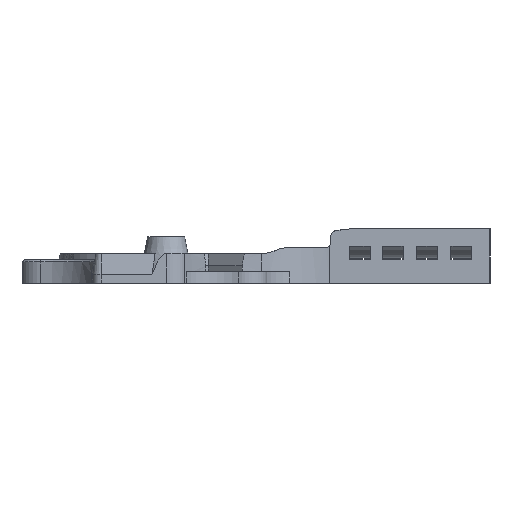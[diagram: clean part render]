
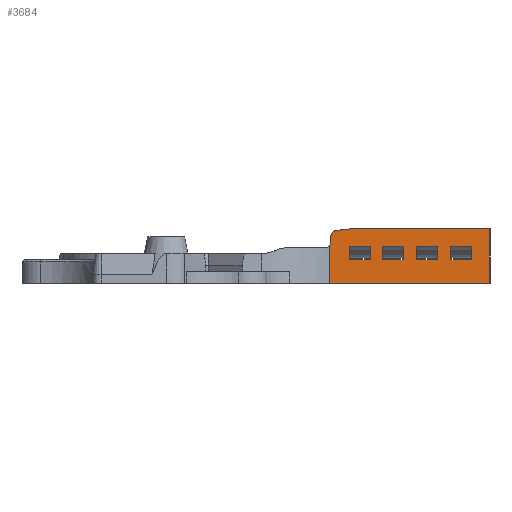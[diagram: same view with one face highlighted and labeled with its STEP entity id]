
A CAD part, left-side view. The second image highlights one B-rep face of the part: STEP entity #3684.
In plain terms, the highlighted planar face has unit normal (-1, 0, 0).
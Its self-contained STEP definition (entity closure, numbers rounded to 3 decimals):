
#79=FACE_BOUND('',#417,.T.);
#80=FACE_BOUND('',#418,.T.);
#81=FACE_BOUND('',#419,.T.);
#82=FACE_BOUND('',#420,.T.);
#109=PLANE('',#3924);
#202=FACE_OUTER_BOUND('',#416,.T.);
#416=EDGE_LOOP('',(#2521,#2522,#2523,#2524,#2525,#2526,#2527,#2528));
#417=EDGE_LOOP('',(#2529,#2530,#2531,#2532));
#418=EDGE_LOOP('',(#2533,#2534,#2535,#2536));
#419=EDGE_LOOP('',(#2537,#2538,#2539,#2540));
#420=EDGE_LOOP('',(#2541,#2542,#2543,#2544));
#648=B_SPLINE_CURVE_WITH_KNOTS('',3,(#5657,#5658,#5659,#5660),
 .UNSPECIFIED.,.F.,.F.,(4,4),(-0.364,0.),
 .UNSPECIFIED.);
#674=LINE('',#5538,#998);
#687=LINE('',#5624,#1011);
#693=LINE('',#5641,#1017);
#697=LINE('',#5650,#1021);
#698=LINE('',#5652,#1022);
#699=LINE('',#5655,#1023);
#700=LINE('',#5664,#1024);
#701=LINE('',#5668,#1025);
#702=LINE('',#5669,#1026);
#703=LINE('',#5672,#1027);
#704=LINE('',#5674,#1028);
#705=LINE('',#5676,#1029);
#706=LINE('',#5677,#1030);
#707=LINE('',#5680,#1031);
#708=LINE('',#5682,#1032);
#709=LINE('',#5684,#1033);
#710=LINE('',#5685,#1034);
#711=LINE('',#5688,#1035);
#712=LINE('',#5690,#1036);
#713=LINE('',#5692,#1037);
#714=LINE('',#5693,#1038);
#998=VECTOR('',#4330,1000.);
#1011=VECTOR('',#4363,1000.);
#1017=VECTOR('',#4379,1000.);
#1021=VECTOR('',#4391,1000.);
#1022=VECTOR('',#4394,1000.);
#1023=VECTOR('',#4397,1000.);
#1024=VECTOR('',#4400,1000.);
#1025=VECTOR('',#4403,1000.);
#1026=VECTOR('',#4404,1000.);
#1027=VECTOR('',#4405,1000.);
#1028=VECTOR('',#4406,1000.);
#1029=VECTOR('',#4407,1000.);
#1030=VECTOR('',#4408,1000.);
#1031=VECTOR('',#4409,1000.);
#1032=VECTOR('',#4410,1000.);
#1033=VECTOR('',#4411,1000.);
#1034=VECTOR('',#4412,1000.);
#1035=VECTOR('',#4413,1000.);
#1036=VECTOR('',#4414,1000.);
#1037=VECTOR('',#4415,1000.);
#1038=VECTOR('',#4416,1000.);
#1331=CIRCLE('',#3925,1.);
#1332=CIRCLE('',#3926,1.);
#1532=VERTEX_POINT('',#5535);
#1533=VERTEX_POINT('',#5537);
#1551=VERTEX_POINT('',#5621);
#1552=VERTEX_POINT('',#5623);
#1557=VERTEX_POINT('',#5638);
#1558=VERTEX_POINT('',#5640);
#1560=VERTEX_POINT('',#5654);
#1561=VERTEX_POINT('',#5656);
#1562=VERTEX_POINT('',#5661);
#1563=VERTEX_POINT('',#5663);
#1564=VERTEX_POINT('',#5665);
#1565=VERTEX_POINT('',#5667);
#1566=VERTEX_POINT('',#5670);
#1567=VERTEX_POINT('',#5671);
#1568=VERTEX_POINT('',#5673);
#1569=VERTEX_POINT('',#5675);
#1570=VERTEX_POINT('',#5678);
#1571=VERTEX_POINT('',#5679);
#1572=VERTEX_POINT('',#5681);
#1573=VERTEX_POINT('',#5683);
#1574=VERTEX_POINT('',#5686);
#1575=VERTEX_POINT('',#5687);
#1576=VERTEX_POINT('',#5689);
#1577=VERTEX_POINT('',#5691);
#1892=EDGE_CURVE('',#1532,#1533,#674,.T.);
#1914=EDGE_CURVE('',#1552,#1551,#687,.T.);
#1923=EDGE_CURVE('',#1558,#1557,#693,.T.);
#1928=EDGE_CURVE('',#1557,#1552,#697,.T.);
#1929=EDGE_CURVE('',#1551,#1558,#698,.T.);
#1930=EDGE_CURVE('',#1560,#1532,#699,.T.);
#1931=EDGE_CURVE('',#1560,#1561,#648,.T.);
#1932=EDGE_CURVE('',#1561,#1562,#1331,.T.);
#1933=EDGE_CURVE('',#1563,#1562,#700,.T.);
#1934=EDGE_CURVE('',#1564,#1563,#1332,.T.);
#1935=EDGE_CURVE('',#1564,#1565,#701,.T.);
#1936=EDGE_CURVE('',#1533,#1565,#702,.T.);
#1937=EDGE_CURVE('',#1566,#1567,#703,.T.);
#1938=EDGE_CURVE('',#1567,#1568,#704,.T.);
#1939=EDGE_CURVE('',#1568,#1569,#705,.T.);
#1940=EDGE_CURVE('',#1569,#1566,#706,.T.);
#1941=EDGE_CURVE('',#1570,#1571,#707,.T.);
#1942=EDGE_CURVE('',#1571,#1572,#708,.T.);
#1943=EDGE_CURVE('',#1573,#1572,#709,.T.);
#1944=EDGE_CURVE('',#1573,#1570,#710,.T.);
#1945=EDGE_CURVE('',#1574,#1575,#711,.T.);
#1946=EDGE_CURVE('',#1575,#1576,#712,.T.);
#1947=EDGE_CURVE('',#1576,#1577,#713,.T.);
#1948=EDGE_CURVE('',#1577,#1574,#714,.T.);
#2521=ORIENTED_EDGE('',*,*,#1930,.F.);
#2522=ORIENTED_EDGE('',*,*,#1931,.T.);
#2523=ORIENTED_EDGE('',*,*,#1932,.T.);
#2524=ORIENTED_EDGE('',*,*,#1933,.F.);
#2525=ORIENTED_EDGE('',*,*,#1934,.F.);
#2526=ORIENTED_EDGE('',*,*,#1935,.T.);
#2527=ORIENTED_EDGE('',*,*,#1936,.F.);
#2528=ORIENTED_EDGE('',*,*,#1892,.F.);
#2529=ORIENTED_EDGE('',*,*,#1914,.T.);
#2530=ORIENTED_EDGE('',*,*,#1929,.T.);
#2531=ORIENTED_EDGE('',*,*,#1923,.T.);
#2532=ORIENTED_EDGE('',*,*,#1928,.T.);
#2533=ORIENTED_EDGE('',*,*,#1937,.T.);
#2534=ORIENTED_EDGE('',*,*,#1938,.T.);
#2535=ORIENTED_EDGE('',*,*,#1939,.T.);
#2536=ORIENTED_EDGE('',*,*,#1940,.T.);
#2537=ORIENTED_EDGE('',*,*,#1941,.T.);
#2538=ORIENTED_EDGE('',*,*,#1942,.T.);
#2539=ORIENTED_EDGE('',*,*,#1943,.F.);
#2540=ORIENTED_EDGE('',*,*,#1944,.T.);
#2541=ORIENTED_EDGE('',*,*,#1945,.T.);
#2542=ORIENTED_EDGE('',*,*,#1946,.T.);
#2543=ORIENTED_EDGE('',*,*,#1947,.T.);
#2544=ORIENTED_EDGE('',*,*,#1948,.T.);
#3684=ADVANCED_FACE('',(#202,#79,#80,#81,#82),#109,.T.);
#3924=AXIS2_PLACEMENT_3D('',#5653,#4395,#4396);
#3925=AXIS2_PLACEMENT_3D('',#5662,#4398,#4399);
#3926=AXIS2_PLACEMENT_3D('',#5666,#4401,#4402);
#4330=DIRECTION('',(0.,0.,-1.));
#4363=DIRECTION('',(0.,0.,-1.));
#4379=DIRECTION('',(0.,0.,1.));
#4391=DIRECTION('',(0.,-1.,0.));
#4394=DIRECTION('',(0.,1.,0.));
#4395=DIRECTION('center_axis',(-1.,0.,0.));
#4396=DIRECTION('ref_axis',(0.,1.,0.));
#4397=DIRECTION('',(0.,-1.,0.));
#4398=DIRECTION('center_axis',(-1.,0.,0.));
#4399=DIRECTION('ref_axis',(0.,-1.,0.));
#4400=DIRECTION('',(0.,0.,1.));
#4401=DIRECTION('center_axis',(-1.,0.,0.));
#4402=DIRECTION('ref_axis',(0.,0.,1.));
#4403=DIRECTION('',(0.,0.,-1.));
#4404=DIRECTION('',(0.,1.,0.));
#4405=DIRECTION('',(0.,0.,-1.));
#4406=DIRECTION('',(0.,1.,0.));
#4407=DIRECTION('',(0.,0.,1.));
#4408=DIRECTION('',(0.,-1.,0.));
#4409=DIRECTION('',(0.,0.,-1.));
#4410=DIRECTION('',(0.,1.,0.));
#4411=DIRECTION('',(0.,0.,-1.));
#4412=DIRECTION('',(0.,-1.,0.));
#4413=DIRECTION('',(0.,0.,-1.));
#4414=DIRECTION('',(0.,1.,0.));
#4415=DIRECTION('',(0.,0.,1.));
#4416=DIRECTION('',(0.,-1.,0.));
#5535=CARTESIAN_POINT('',(-4.22,-55.784,9.2));
#5537=CARTESIAN_POINT('',(-4.22,-55.784,0.));
#5538=CARTESIAN_POINT('',(-4.22,-55.784,2.5));
#5621=CARTESIAN_POINT('',(-4.22,-52.734,4.01));
#5623=CARTESIAN_POINT('',(-4.22,-52.734,6.26));
#5624=CARTESIAN_POINT('',(-4.22,-52.734,2.5));
#5638=CARTESIAN_POINT('',(-4.22,-49.234,6.26));
#5640=CARTESIAN_POINT('',(-4.22,-49.234,4.01));
#5641=CARTESIAN_POINT('',(-4.22,-49.234,2.5));
#5650=CARTESIAN_POINT('',(-4.22,-49.234,6.26));
#5652=CARTESIAN_POINT('',(-4.22,-45.234,4.01));
#5653=CARTESIAN_POINT('Origin',(-4.22,-41.255,2.5));
#5654=CARTESIAN_POINT('',(-4.22,-33.508,9.2));
#5655=CARTESIAN_POINT('',(-4.22,-31.155,9.2));
#5656=CARTESIAN_POINT('',(-4.22,-29.892,8.831));
#5657=CARTESIAN_POINT('Ctrl Pts',(-4.22,-33.508,9.2));
#5658=CARTESIAN_POINT('Ctrl Pts',(-4.22,-32.115,9.2));
#5659=CARTESIAN_POINT('Ctrl Pts',(-4.22,-30.904,9.046));
#5660=CARTESIAN_POINT('Ctrl Pts',(-4.22,-29.892,8.831));
#5661=CARTESIAN_POINT('',(-4.22,-29.099,7.853));
#5662=CARTESIAN_POINT('Origin',(-4.22,-30.099,7.853));
#5663=CARTESIAN_POINT('',(-4.22,-29.099,7.));
#5664=CARTESIAN_POINT('',(-4.22,-29.099,7.51));
#5665=CARTESIAN_POINT('',(-4.22,-28.891,6.39));
#5666=CARTESIAN_POINT('Origin',(-4.22,-28.099,7.));
#5667=CARTESIAN_POINT('',(-4.22,-28.891,0.));
#5668=CARTESIAN_POINT('',(-4.22,-28.891,2.5));
#5669=CARTESIAN_POINT('',(-4.22,11.975,0.));
#5670=CARTESIAN_POINT('',(-4.22,-41.205,6.26));
#5671=CARTESIAN_POINT('',(-4.22,-41.205,4.01));
#5672=CARTESIAN_POINT('',(-4.22,-41.205,2.5));
#5673=CARTESIAN_POINT('',(-4.22,-37.705,4.01));
#5674=CARTESIAN_POINT('',(-4.22,-33.705,4.01));
#5675=CARTESIAN_POINT('',(-4.22,-37.705,6.26));
#5676=CARTESIAN_POINT('',(-4.22,-37.705,2.5));
#5677=CARTESIAN_POINT('',(-4.22,-37.705,6.26));
#5678=CARTESIAN_POINT('',(-4.22,-35.705,6.26));
#5679=CARTESIAN_POINT('',(-4.22,-35.705,4.01));
#5680=CARTESIAN_POINT('',(-4.22,-35.705,2.5));
#5681=CARTESIAN_POINT('',(-4.22,-32.205,4.01));
#5682=CARTESIAN_POINT('',(-4.22,-35.705,4.01));
#5683=CARTESIAN_POINT('',(-4.22,-32.205,6.26));
#5684=CARTESIAN_POINT('',(-4.22,-32.205,4.71));
#5685=CARTESIAN_POINT('',(-4.22,-37.705,6.26));
#5686=CARTESIAN_POINT('',(-4.22,-46.97,6.26));
#5687=CARTESIAN_POINT('',(-4.22,-46.97,4.01));
#5688=CARTESIAN_POINT('',(-4.22,-46.97,2.5));
#5689=CARTESIAN_POINT('',(-4.22,-43.47,4.01));
#5690=CARTESIAN_POINT('',(-4.22,-39.47,4.01));
#5691=CARTESIAN_POINT('',(-4.22,-43.47,6.26));
#5692=CARTESIAN_POINT('',(-4.22,-43.47,2.5));
#5693=CARTESIAN_POINT('',(-4.22,-43.47,6.26));
